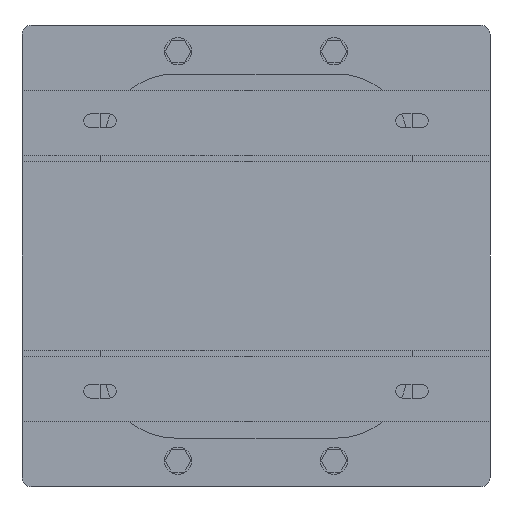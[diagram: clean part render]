
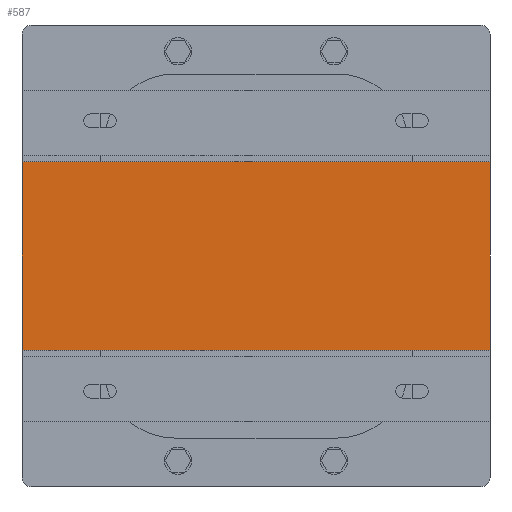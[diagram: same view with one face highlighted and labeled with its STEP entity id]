
A CAD part, front view. The second image highlights one B-rep face of the part: STEP entity #587.
In plain terms, the highlighted planar face has unit normal (0, -1, 0).
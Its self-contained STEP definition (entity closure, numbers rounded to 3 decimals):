
#45=DIRECTION('',(0.,0.,-1.));
#46=VECTOR('',#45,145.);
#47=CARTESIAN_POINT('',(-180.,-150.,55.));
#48=LINE('',#47,#46);
#125=DIRECTION('',(1.,0.,0.));
#126=VECTOR('',#125,360.);
#127=CARTESIAN_POINT('',(-180.,-150.,55.));
#128=LINE('',#127,#126);
#129=DIRECTION('',(0.,0.,-1.));
#130=VECTOR('',#129,145.);
#131=CARTESIAN_POINT('',(180.,-150.,55.));
#132=LINE('',#131,#130);
#133=DIRECTION('',(-1.,0.,0.));
#134=VECTOR('',#133,360.);
#135=CARTESIAN_POINT('',(180.,-150.,-90.));
#136=LINE('',#135,#134);
#257=CARTESIAN_POINT('',(-180.,-150.,-90.));
#259=VERTEX_POINT('',#257);
#261=CARTESIAN_POINT('',(180.,-150.,-90.));
#262=VERTEX_POINT('',#261);
#314=CARTESIAN_POINT('',(-180.,-150.,55.));
#316=VERTEX_POINT('',#314);
#319=CARTESIAN_POINT('',(180.,-150.,55.));
#320=VERTEX_POINT('',#319);
#575=CARTESIAN_POINT('',(-180.,-150.,-90.));
#576=DIRECTION('',(0.,-1.,0.));
#577=DIRECTION('',(1.,0.,0.));
#578=AXIS2_PLACEMENT_3D('',#575,#576,#577);
#579=PLANE('',#578);
#580=ORIENTED_EDGE('',*,*,#417,.T.);
#582=ORIENTED_EDGE('',*,*,#581,.T.);
#583=ORIENTED_EDGE('',*,*,#344,.T.);
#584=ORIENTED_EDGE('',*,*,#404,.F.);
#585=EDGE_LOOP('',(#580,#582,#583,#584));
#586=FACE_OUTER_BOUND('',#585,.F.);
#344=EDGE_CURVE('',#262,#259,#136,.T.);
#404=EDGE_CURVE('',#316,#259,#48,.T.);
#417=EDGE_CURVE('',#316,#320,#128,.T.);
#581=EDGE_CURVE('',#320,#262,#132,.T.);
#587=ADVANCED_FACE('',(#586),#579,.T.);
